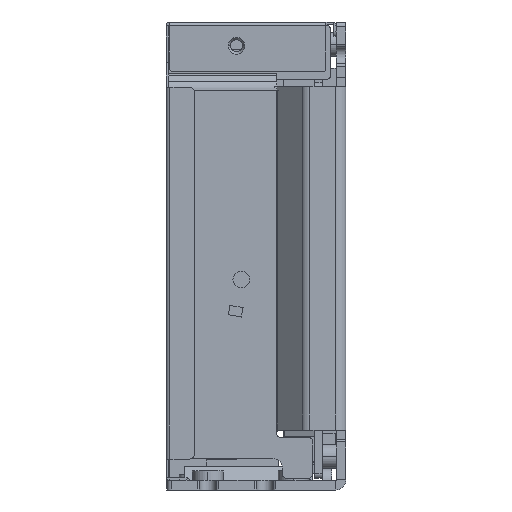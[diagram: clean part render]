
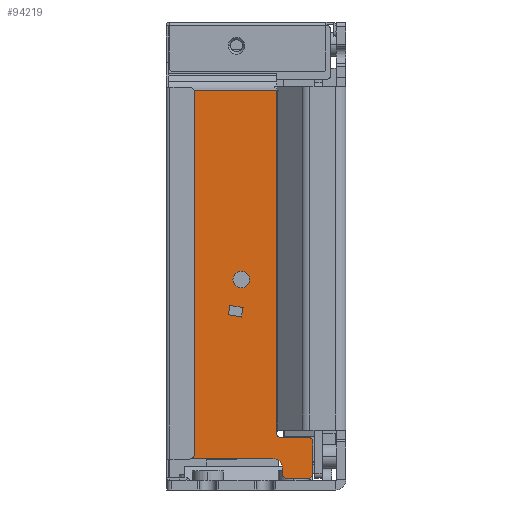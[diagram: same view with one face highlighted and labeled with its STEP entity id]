
A CAD part, left-side view. The second image highlights one B-rep face of the part: STEP entity #94219.
In plain terms, the highlighted planar face has unit normal (-1, 0, 0).
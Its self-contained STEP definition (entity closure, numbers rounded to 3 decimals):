
#89221=DIRECTION('',(0.,1.,0.));
#89222=VECTOR('',#89221,5.85);
#89223=CARTESIAN_POINT('',(-58.5,8.,-38.05));
#89224=LINE('',#89223,#89222);
#89390=DIRECTION('',(0.,0.,1.));
#89391=VECTOR('',#89390,71.884);
#89392=CARTESIAN_POINT('',(-58.5,14.569,
-37.087));
#89393=LINE('',#89392,#89391);
#89394=CARTESIAN_POINT('',(-58.5,13.85,-37.3));
#89395=DIRECTION('',(-1.,0.,0.));
#89396=DIRECTION('',(0.,0.959,0.284));
#89397=AXIS2_PLACEMENT_3D('',#89394,#89395,#89396);
#89399=CARTESIAN_POINT('',(-58.5,8.,-39.05));
#89400=DIRECTION('',(1.,0.,0.));
#89401=DIRECTION('',(0.,0.,1.));
#89402=AXIS2_PLACEMENT_3D('',#89399,#89400,#89401);
#89404=DIRECTION('',(0.,0.,-1.));
#89405=VECTOR('',#89404,6.7);
#89406=CARTESIAN_POINT('',(-58.5,7.,-39.05));
#89407=LINE('',#89406,#89405);
#89408=CARTESIAN_POINT('',(-58.5,8.,-45.75));
#89409=DIRECTION('',(1.,0.,0.));
#89410=DIRECTION('',(0.,-1.,0.));
#89411=AXIS2_PLACEMENT_3D('',#89408,#89409,#89410);
#89413=DIRECTION('',(0.,1.,0.));
#89414=VECTOR('',#89413,4.364);
#89415=CARTESIAN_POINT('',(-58.5,8.,-46.75));
#89416=LINE('',#89415,#89414);
#89417=CARTESIAN_POINT('',(-58.5,12.364,-45.75));
#89418=DIRECTION('',(1.,0.,0.));
#89419=DIRECTION('',(0.,0.,-1.));
#89420=AXIS2_PLACEMENT_3D('',#89417,#89418,#89419);
#89422=DIRECTION('',(0.,0.,1.));
#89423=VECTOR('',#89422,1.2);
#89424=CARTESIAN_POINT('',(-58.5,13.364,-45.75));
#89425=LINE('',#89424,#89423);
#89426=CARTESIAN_POINT('',(-58.5,15.364,-44.55));
#89427=DIRECTION('',(-1.,0.,0.));
#89428=DIRECTION('',(0.,-1.,0.));
#89429=AXIS2_PLACEMENT_3D('',#89426,#89427,#89428);
#89431=DIRECTION('',(0.,1.,0.));
#89432=VECTOR('',#89431,20.936);
#89433=CARTESIAN_POINT('',(-58.5,15.364,-42.55));
#89434=LINE('',#89433,#89432);
#89435=CARTESIAN_POINT('',(-58.5,36.3,-41.55));
#89436=DIRECTION('',(1.,0.,0.));
#89437=DIRECTION('',(0.,0.,-1.));
#89438=AXIS2_PLACEMENT_3D('',#89435,#89436,#89437);
#89440=DIRECTION('',(0.,0.,1.));
#89441=VECTOR('',#89440,76.347);
#89442=CARTESIAN_POINT('',(-58.5,37.3,-41.55));
#89443=LINE('',#89442,#89441);
#89444=DIRECTION('',(0.,-0.174,0.985));
#89445=VECTOR('',#89444,2.);
#89446=CARTESIAN_POINT('',(-58.5,21.967,
-12.825));
#89447=LINE('',#89446,#89445);
#89448=DIRECTION('',(0.,0.985,0.174));
#89449=VECTOR('',#89448,2.8);
#89450=CARTESIAN_POINT('',(-58.5,21.62,
-10.856));
#89451=LINE('',#89450,#89449);
#89452=DIRECTION('',(0.,0.174,-0.985));
#89453=VECTOR('',#89452,2.);
#89454=CARTESIAN_POINT('',(-58.5,24.377,
-10.37));
#89455=LINE('',#89454,#89453);
#89456=DIRECTION('',(0.,-0.985,-0.174));
#89457=VECTOR('',#89456,2.8);
#89458=CARTESIAN_POINT('',(-58.5,24.725,
-12.339));
#89459=LINE('',#89458,#89457);
#89460=CARTESIAN_POINT('',(-58.5,22.,-4.95));
#89461=DIRECTION('',(-1.,0.,0.));
#89462=DIRECTION('',(0.,-1.,0.));
#89463=AXIS2_PLACEMENT_3D('',#89460,#89461,#89462);
#89465=CARTESIAN_POINT('',(-58.5,22.,-4.95));
#89466=DIRECTION('',(-1.,0.,0.));
#89467=DIRECTION('',(0.,1.,0.));
#89468=AXIS2_PLACEMENT_3D('',#89465,#89466,#89467);
#89550=DIRECTION('',(0.,1.,0.));
#89551=VECTOR('',#89550,22.731);
#89552=CARTESIAN_POINT('',(-58.5,14.569,34.797));
#89553=LINE('',#89552,#89551);
#91346=CARTESIAN_POINT('',(-58.5,13.85,-38.05));
#91348=VERTEX_POINT('',#91346);
#91349=CARTESIAN_POINT('',(-58.5,14.569,
-37.087));
#91350=VERTEX_POINT('',#91349);
#91356=CARTESIAN_POINT('',(-58.5,8.,-38.05));
#91357=VERTEX_POINT('',#91356);
#91400=CARTESIAN_POINT('',(-58.5,14.569,34.797));
#91401=VERTEX_POINT('',#91400);
#91402=CARTESIAN_POINT('',(-58.5,7.,-39.05));
#91403=VERTEX_POINT('',#91402);
#91404=CARTESIAN_POINT('',(-58.5,7.,-45.75));
#91405=VERTEX_POINT('',#91404);
#91406=CARTESIAN_POINT('',(-58.5,8.,-46.75));
#91407=VERTEX_POINT('',#91406);
#91408=CARTESIAN_POINT('',(-58.5,12.364,-46.75));
#91409=VERTEX_POINT('',#91408);
#91410=CARTESIAN_POINT('',(-58.5,13.364,-45.75));
#91411=VERTEX_POINT('',#91410);
#91412=CARTESIAN_POINT('',(-58.5,13.364,-44.55));
#91413=VERTEX_POINT('',#91412);
#91414=CARTESIAN_POINT('',(-58.5,15.364,-42.55));
#91415=VERTEX_POINT('',#91414);
#91416=CARTESIAN_POINT('',(-58.5,36.3,-42.55));
#91417=VERTEX_POINT('',#91416);
#91418=CARTESIAN_POINT('',(-58.5,37.3,-41.55));
#91419=VERTEX_POINT('',#91418);
#91420=CARTESIAN_POINT('',(-58.5,37.3,34.797));
#91421=VERTEX_POINT('',#91420);
#91422=CARTESIAN_POINT('',(-58.5,21.967,
-12.825));
#91423=CARTESIAN_POINT('',(-58.5,21.62,
-10.856));
#91424=VERTEX_POINT('',#91422);
#91425=VERTEX_POINT('',#91423);
#91426=CARTESIAN_POINT('',(-58.5,24.377,
-10.37));
#91427=VERTEX_POINT('',#91426);
#91428=CARTESIAN_POINT('',(-58.5,24.725,
-12.339));
#91429=VERTEX_POINT('',#91428);
#91430=CARTESIAN_POINT('',(-58.5,20.25,-4.95));
#91431=CARTESIAN_POINT('',(-58.5,23.75,-4.95));
#91432=VERTEX_POINT('',#91430);
#91433=VERTEX_POINT('',#91431);
#94171=CARTESIAN_POINT('',(-58.5,22.15,-5.976));
#94172=DIRECTION('',(1.,0.,0.));
#94173=DIRECTION('',(0.,0.,-1.));
#94174=AXIS2_PLACEMENT_3D('',#94171,#94172,#94173);
#94175=PLANE('',#94174);
#94176=ORIENTED_EDGE('',*,*,#94158,.F.);
#94177=ORIENTED_EDGE('',*,*,#93822,.T.);
#94178=ORIENTED_EDGE('',*,*,#93854,.F.);
#94180=ORIENTED_EDGE('',*,*,#94179,.T.);
#94182=ORIENTED_EDGE('',*,*,#94181,.T.);
#94184=ORIENTED_EDGE('',*,*,#94183,.T.);
#94186=ORIENTED_EDGE('',*,*,#94185,.T.);
#94188=ORIENTED_EDGE('',*,*,#94187,.T.);
#94190=ORIENTED_EDGE('',*,*,#94189,.T.);
#94192=ORIENTED_EDGE('',*,*,#94191,.T.);
#94194=ORIENTED_EDGE('',*,*,#94193,.T.);
#94196=ORIENTED_EDGE('',*,*,#94195,.T.);
#94198=ORIENTED_EDGE('',*,*,#94197,.T.);
#94200=ORIENTED_EDGE('',*,*,#94199,.F.);
#94201=EDGE_LOOP('',(#94176,#94177,#94178,#94180,#94182,#94184,#94186,#94188,
#94190,#94192,#94194,#94196,#94198,#94200));
#94202=FACE_OUTER_BOUND('',#94201,.F.);
#94204=ORIENTED_EDGE('',*,*,#94203,.T.);
#94206=ORIENTED_EDGE('',*,*,#94205,.T.);
#94208=ORIENTED_EDGE('',*,*,#94207,.T.);
#94210=ORIENTED_EDGE('',*,*,#94209,.T.);
#94211=EDGE_LOOP('',(#94204,#94206,#94208,#94210));
#94212=FACE_BOUND('',#94211,.F.);
#94214=ORIENTED_EDGE('',*,*,#94213,.T.);
#94216=ORIENTED_EDGE('',*,*,#94215,.T.);
#94217=EDGE_LOOP('',(#94214,#94216));
#94218=FACE_BOUND('',#94217,.F.);
#89398=CIRCLE('',#89397,0.75);
#89403=CIRCLE('',#89402,1.);
#89412=CIRCLE('',#89411,1.);
#89421=CIRCLE('',#89420,1.);
#89430=CIRCLE('',#89429,2.);
#89439=CIRCLE('',#89438,1.);
#89464=CIRCLE('',#89463,1.75);
#89469=CIRCLE('',#89468,1.75);
#93822=EDGE_CURVE('',#91350,#91348,#89398,.T.);
#93854=EDGE_CURVE('',#91357,#91348,#89224,.T.);
#94158=EDGE_CURVE('',#91350,#91401,#89393,.T.);
#94179=EDGE_CURVE('',#91357,#91403,#89403,.T.);
#94181=EDGE_CURVE('',#91403,#91405,#89407,.T.);
#94183=EDGE_CURVE('',#91405,#91407,#89412,.T.);
#94185=EDGE_CURVE('',#91407,#91409,#89416,.T.);
#94187=EDGE_CURVE('',#91409,#91411,#89421,.T.);
#94189=EDGE_CURVE('',#91411,#91413,#89425,.T.);
#94191=EDGE_CURVE('',#91413,#91415,#89430,.T.);
#94193=EDGE_CURVE('',#91415,#91417,#89434,.T.);
#94195=EDGE_CURVE('',#91417,#91419,#89439,.T.);
#94197=EDGE_CURVE('',#91419,#91421,#89443,.T.);
#94199=EDGE_CURVE('',#91401,#91421,#89553,.T.);
#94203=EDGE_CURVE('',#91424,#91425,#89447,.T.);
#94205=EDGE_CURVE('',#91425,#91427,#89451,.T.);
#94207=EDGE_CURVE('',#91427,#91429,#89455,.T.);
#94209=EDGE_CURVE('',#91429,#91424,#89459,.T.);
#94213=EDGE_CURVE('',#91432,#91433,#89464,.T.);
#94215=EDGE_CURVE('',#91433,#91432,#89469,.T.);
#94219=ADVANCED_FACE('',(#94202,#94212,#94218),#94175,.F.);
